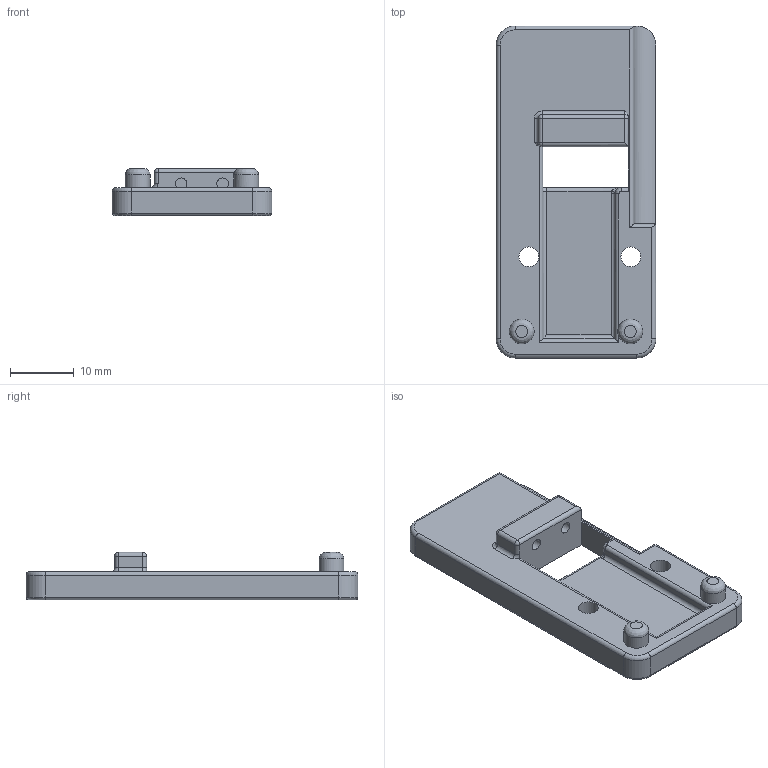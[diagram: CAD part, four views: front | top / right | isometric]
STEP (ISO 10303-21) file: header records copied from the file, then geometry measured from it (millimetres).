
FILE_DESCRIPTION(/* description */ (''),/* implementation_level */ '2;1');
FILE_NAME(/* name */ 'Y_endstop_cable_gland_B_no_pcb.step',/* time_stamp */ '2023-01-01T16:33:24-07:00',/* author */ (''),/* organization */ (''),/* preprocessor_version */ 'ST-DEVELOPER v19.2',/* originating_system */ 'Autodesk Translation Framework v11.17.0.187',/* authorisation */ '');
FILE_SCHEMA (('AUTOMOTIVE_DESIGN { 1 0 10303 214 3 1 1 }'));
Length unit declared in the file: millimetre
Products named in the file (1): y-endstop-from_scratch
Bounding box: 25 x 52 x 7.4 mm (x, y, z)
Volume: 4631.1 mm3; surface area: 3434.3 mm2
Topology: 1 solids, 1 shells, 82 faces, 190 edges, 112 vertices
Faces by surface type: cylinder 39, plane 22, torus 12, bspline 4, sphere 3, cone 2
Full cylindrical faces by diameter (mm): 1.8 x2, 3.1 x2, 3.888 x1, 3.89 x1
Entity records: 2466 total; most frequent: CARTESIAN_POINT 543, DIRECTION 428, ORIENTED_EDGE 378, EDGE_CURVE 189, AXIS2_PLACEMENT_3D 170, VERTEX_POINT 112, EDGE_LOOP 91, LINE 88
